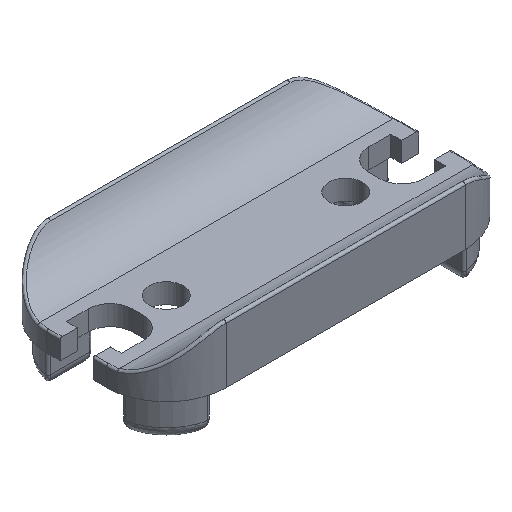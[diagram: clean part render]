
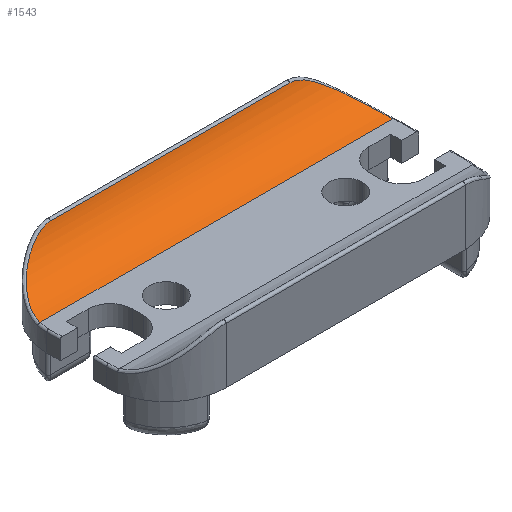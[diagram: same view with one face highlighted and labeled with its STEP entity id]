
A CAD part, isometric view. The second image highlights one B-rep face of the part: STEP entity #1543.
In plain terms, the highlighted cylindrical face has radius 15.2 mm (diameter 30.4 mm), a partial arc.
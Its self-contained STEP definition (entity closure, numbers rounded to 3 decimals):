
#48 = AXIS2_PLACEMENT_3D ( 'NONE', #3344, #3340, #3347 ) ;
#177 = VECTOR ( 'NONE', #2656, 1000. ) ;
#181 = VECTOR ( 'NONE', #1075, 1000. ) ;
#1058 = B_SPLINE_CURVE_WITH_KNOTS ( 'NONE', 3,
 ( #1073, #1076, #1093, #1072, #1071, #1070, #1069, #1068, #1067, #1066, #1065, #2635, #2636, #2637, #2638, #2639, #2640, #2641, #2642, #2643, #2644, #2645, #2646, #2647, #2648, #2649, #2650, #2651, #2652, #2653 ),
 .UNSPECIFIED., .F., .F.,
 ( 4, 2, 2, 2, 2, 2, 2, 2, 2, 2, 2, 2, 2, 2, 4 ),
 ( 0., 0.001, 0.002, 0.003, 0.004, 0.006, 0.007, 0.008, 0.011, 0.012, 0.014, 0.017, 0.018, 0.019, 0.022 ),
 .UNSPECIFIED. ) ;
#1059 = B_SPLINE_CURVE_WITH_KNOTS ( 'NONE', 3,
 ( #2658, #2660, #2661, #2662, #2663, #2664, #2665, #2666, #2667, #2668, #2669, #2670, #2671, #2672, #2673, #2674, #2675, #2676, #2677, #2678, #2679, #2680, #2681, #2682, #2683, #2684, #2685, #2686, #2687, #2688, #2689, #2690 ),
 .UNSPECIFIED., .F., .F.,
 ( 4, 2, 2, 2, 2, 2, 2, 2, 2, 2, 2, 2, 2, 2, 2, 4 ),
 ( 0., 0.001, 0.003, 0.004, 0.006, 0.008, 0.01, 0.011, 0.014, 0.015, 0.017, 0.018, 0.02, 0.02, 0.021, 0.022 ),
 .UNSPECIFIED. ) ;
#1065 = CARTESIAN_POINT ( 'NONE',  ( -57.209, 20.783, 12.606 ) ) ;
#1066 = CARTESIAN_POINT ( 'NONE',  ( -56.824, 20.905, 12.831 ) ) ;
#1067 = CARTESIAN_POINT ( 'NONE',  ( -56.031, 21.122, 13.251 ) ) ;
#1068 = CARTESIAN_POINT ( 'NONE',  ( -55.622, 21.215, 13.445 ) ) ;
#1069 = CARTESIAN_POINT ( 'NONE',  ( -54.983, 21.333, 13.698 ) ) ;
#1070 = CARTESIAN_POINT ( 'NONE',  ( -54.764, 21.368, 13.776 ) ) ;
#1071 = CARTESIAN_POINT ( 'NONE',  ( -54.324, 21.428, 13.913 ) ) ;
#1072 = CARTESIAN_POINT ( 'NONE',  ( -54.102, 21.454, 13.973 ) ) ;
#1073 = CARTESIAN_POINT ( 'NONE',  ( -52.5, 21.538, 14.172 ) ) ;
#1075 = DIRECTION ( 'NONE',  ( -1., 0., 0. ) ) ;
#1076 = CARTESIAN_POINT ( 'NONE',  ( -52.97, 21.538, 14.172 ) ) ;
#1080 = LINE ( 'NONE', #1085, #181 ) ;
#1085 = CARTESIAN_POINT ( 'NONE',  ( -67.5, 21.538, 14.172 ) ) ;
#1093 = CARTESIAN_POINT ( 'NONE',  ( -53.428, 21.516, 14.118 ) ) ;
#1421 = EDGE_CURVE ( 'NONE', #1852, #1861, #1080, .T. ) ;
#1422 = EDGE_CURVE ( 'NONE', #1861, #1868, #1058, .T. ) ;
#1423 = EDGE_CURVE ( 'NONE', #1868, #1864, #2654, .T. ) ;
#1424 = EDGE_CURVE ( 'NONE', #1864, #1852, #1059, .T. ) ;
#1543 = ADVANCED_FACE ( 'NONE', ( #3343 ), #3346, .F. ) ;
#1852 = VERTEX_POINT ( 'NONE', #4359 ) ;
#1861 = VERTEX_POINT ( 'NONE', #4368 ) ;
#1864 = VERTEX_POINT ( 'NONE', #4371 ) ;
#1868 = VERTEX_POINT ( 'NONE', #4375 ) ;
#1988 = EDGE_LOOP ( 'NONE', ( #2126, #2127, #2128, #2129 ) ) ;
#2126 = ORIENTED_EDGE ( 'NONE', *, *, #1421, .T. ) ;
#2127 = ORIENTED_EDGE ( 'NONE', *, *, #1422, .T. ) ;
#2128 = ORIENTED_EDGE ( 'NONE', *, *, #1423, .T. ) ;
#2129 = ORIENTED_EDGE ( 'NONE', *, *, #1424, .T. ) ;
#2635 = CARTESIAN_POINT ( 'NONE',  ( -57.96, 20.511, 12.136 ) ) ;
#2636 = CARTESIAN_POINT ( 'NONE',  ( -58.328, 20.36, 11.892 ) ) ;
#2637 = CARTESIAN_POINT ( 'NONE',  ( -59.039, 20.036, 11.398 ) ) ;
#2638 = CARTESIAN_POINT ( 'NONE',  ( -59.384, 19.861, 11.149 ) ) ;
#2639 = CARTESIAN_POINT ( 'NONE',  ( -60.394, 19.299, 10.398 ) ) ;
#2640 = CARTESIAN_POINT ( 'NONE',  ( -61.034, 18.875, 9.895 ) ) ;
#2641 = CARTESIAN_POINT ( 'NONE',  ( -61.949, 18.155, 9.154 ) ) ;
#2642 = CARTESIAN_POINT ( 'NONE',  ( -62.247, 17.901, 8.91 ) ) ;
#2643 = CARTESIAN_POINT ( 'NONE',  ( -62.828, 17.361, 8.427 ) ) ;
#2644 = CARTESIAN_POINT ( 'NONE',  ( -63.11, 17.076, 8.19 ) ) ;
#2645 = CARTESIAN_POINT ( 'NONE',  ( -63.921, 16.185, 7.503 ) ) ;
#2646 = CARTESIAN_POINT ( 'NONE',  ( -64.417, 15.54, 7.075 ) ) ;
#2647 = CARTESIAN_POINT ( 'NONE',  ( -65.089, 14.478, 6.491 ) ) ;
#2648 = CARTESIAN_POINT ( 'NONE',  ( -65.301, 14.108, 6.305 ) ) ;
#2649 = CARTESIAN_POINT ( 'NONE',  ( -65.694, 13.338, 5.959 ) ) ;
#2650 = CARTESIAN_POINT ( 'NONE',  ( -65.874, 12.942, 5.801 ) ) ;
#2651 = CARTESIAN_POINT ( 'NONE',  ( -66.358, 11.723, 5.373 ) ) ;
#2652 = CARTESIAN_POINT ( 'NONE',  ( -66.609, 10.866, 5.149 ) ) ;
#2653 = CARTESIAN_POINT ( 'NONE',  ( -66.776, 9.958, 5. ) ) ;
#2654 = LINE ( 'NONE', #2655, #177 ) ;
#2655 = CARTESIAN_POINT ( 'NONE',  ( -67.5, 9.958, 5. ) ) ;
#2656 = DIRECTION ( 'NONE',  ( 1., 0., 0. ) ) ;
#2658 = CARTESIAN_POINT ( 'NONE',  ( 21.776, 9.958, 5. ) ) ;
#2660 = CARTESIAN_POINT ( 'NONE',  ( 21.693, 10.412, 5.074 ) ) ;
#2661 = CARTESIAN_POINT ( 'NONE',  ( 21.587, 10.857, 5.169 ) ) ;
#2662 = CARTESIAN_POINT ( 'NONE',  ( 21.338, 11.718, 5.39 ) ) ;
#2663 = CARTESIAN_POINT ( 'NONE',  ( 21.194, 12.137, 5.518 ) ) ;
#2664 = CARTESIAN_POINT ( 'NONE',  ( 20.87, 12.951, 5.804 ) ) ;
#2665 = CARTESIAN_POINT ( 'NONE',  ( 20.69, 13.346, 5.963 ) ) ;
#2666 = CARTESIAN_POINT ( 'NONE',  ( 20.297, 14.116, 6.309 ) ) ;
#2667 = CARTESIAN_POINT ( 'NONE',  ( 20.084, 14.486, 6.494 ) ) ;
#2668 = CARTESIAN_POINT ( 'NONE',  ( 19.413, 15.546, 7.079 ) ) ;
#2669 = CARTESIAN_POINT ( 'NONE',  ( 18.916, 16.191, 7.507 ) ) ;
#2670 = CARTESIAN_POINT ( 'NONE',  ( 18.106, 17.081, 8.194 ) ) ;
#2671 = CARTESIAN_POINT ( 'NONE',  ( 17.824, 17.365, 8.431 ) ) ;
#2672 = CARTESIAN_POINT ( 'NONE',  ( 17.243, 17.904, 8.913 ) ) ;
#2673 = CARTESIAN_POINT ( 'NONE',  ( 16.945, 18.158, 9.158 ) ) ;
#2674 = CARTESIAN_POINT ( 'NONE',  ( 16.03, 18.878, 9.898 ) ) ;
#2675 = CARTESIAN_POINT ( 'NONE',  ( 15.39, 19.302, 10.4 ) ) ;
#2676 = CARTESIAN_POINT ( 'NONE',  ( 14.381, 19.863, 11.151 ) ) ;
#2677 = CARTESIAN_POINT ( 'NONE',  ( 14.036, 20.037, 11.401 ) ) ;
#2678 = CARTESIAN_POINT ( 'NONE',  ( 13.325, 20.361, 11.894 ) ) ;
#2679 = CARTESIAN_POINT ( 'NONE',  ( 12.958, 20.512, 12.138 ) ) ;
#2680 = CARTESIAN_POINT ( 'NONE',  ( 12.206, 20.784, 12.607 ) ) ;
#2681 = CARTESIAN_POINT ( 'NONE',  ( 11.822, 20.906, 12.833 ) ) ;
#2682 = CARTESIAN_POINT ( 'NONE',  ( 11.029, 21.122, 13.252 ) ) ;
#2683 = CARTESIAN_POINT ( 'NONE',  ( 10.62, 21.216, 13.446 ) ) ;
#2684 = CARTESIAN_POINT ( 'NONE',  ( 9.981, 21.333, 13.699 ) ) ;
#2685 = CARTESIAN_POINT ( 'NONE',  ( 9.763, 21.368, 13.777 ) ) ;
#2686 = CARTESIAN_POINT ( 'NONE',  ( 9.323, 21.428, 13.914 ) ) ;
#2687 = CARTESIAN_POINT ( 'NONE',  ( 9.101, 21.454, 13.973 ) ) ;
#2688 = CARTESIAN_POINT ( 'NONE',  ( 8.428, 21.516, 14.118 ) ) ;
#2689 = CARTESIAN_POINT ( 'NONE',  ( 7.97, 21.538, 14.172 ) ) ;
#2690 = CARTESIAN_POINT ( 'NONE',  ( 7.5, 21.538, 14.172 ) ) ;
#3340 = DIRECTION ( 'NONE',  ( 1., 0., 0. ) ) ;
#3343 = FACE_OUTER_BOUND ( 'NONE', #1988, .T. ) ;
#3344 = CARTESIAN_POINT ( 'NONE',  ( -67.5, 7.5, 20. ) ) ;
#3346 = CYLINDRICAL_SURFACE ( 'NONE', #48, 15.2 ) ;
#3347 = DIRECTION ( 'NONE',  ( 0., 0., -1. ) ) ;
#4359 = CARTESIAN_POINT ( 'NONE',  ( 7.5, 21.538, 14.172 ) ) ;
#4368 = CARTESIAN_POINT ( 'NONE',  ( -52.5, 21.538, 14.172 ) ) ;
#4371 = CARTESIAN_POINT ( 'NONE',  ( 21.776, 9.958, 5. ) ) ;
#4375 = CARTESIAN_POINT ( 'NONE',  ( -66.776, 9.958, 5. ) ) ;
